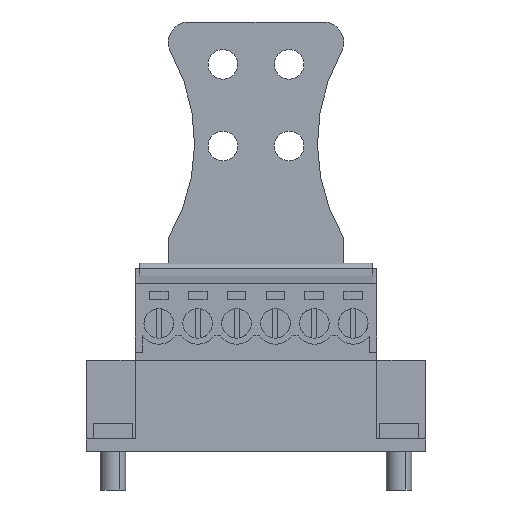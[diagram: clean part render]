
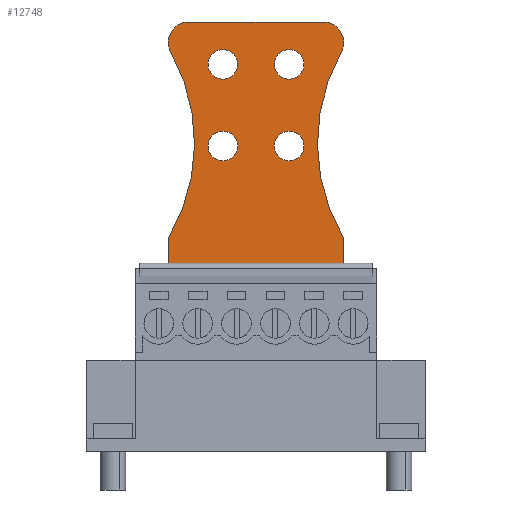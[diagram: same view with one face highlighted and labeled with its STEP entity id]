
A CAD part, front view. The second image highlights one B-rep face of the part: STEP entity #12748.
In plain terms, the highlighted planar face has unit normal (0, -1, 0).
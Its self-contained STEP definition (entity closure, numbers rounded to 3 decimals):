
#12631=AXIS2_PLACEMENT_3D('Plane Axis2P3D',#12628,#12629,#12630) ;
#12635=AXIS2_PLACEMENT_3D('Circle Axis2P3D',#12633,#12634,$) ;
#12642=AXIS2_PLACEMENT_3D('Circle Axis2P3D',#12640,#12641,$) ;
#12656=AXIS2_PLACEMENT_3D('Circle Axis2P3D',#12654,#12655,$) ;
#12663=AXIS2_PLACEMENT_3D('Circle Axis2P3D',#12661,#12662,$) ;
#12678=AXIS2_PLACEMENT_3D('Circle Axis2P3D',#12676,#12677,$) ;
#12687=AXIS2_PLACEMENT_3D('Circle Axis2P3D',#12685,#12686,$) ;
#12696=AXIS2_PLACEMENT_3D('Circle Axis2P3D',#12694,#12695,$) ;
#12705=AXIS2_PLACEMENT_3D('Circle Axis2P3D',#12703,#12704,$) ;
#12714=AXIS2_PLACEMENT_3D('Circle Axis2P3D',#12712,#12713,$) ;
#12723=AXIS2_PLACEMENT_3D('Circle Axis2P3D',#12721,#12722,$) ;
#12732=AXIS2_PLACEMENT_3D('Circle Axis2P3D',#12730,#12731,$) ;
#12741=AXIS2_PLACEMENT_3D('Circle Axis2P3D',#12739,#12740,$) ;
#12450=CARTESIAN_POINT('Vertex',(8.065,10.6,21.7)) ;
#12466=CARTESIAN_POINT('Vertex',(25.185,10.6,21.7)) ;
#12469=CARTESIAN_POINT('Line Origine',(16.625,10.6,21.7)) ;
#12487=CARTESIAN_POINT('Line Origine',(8.065,10.6,23.2)) ;
#12491=CARTESIAN_POINT('Vertex',(8.065,10.6,24.701)) ;
#12603=CARTESIAN_POINT('Vertex',(25.185,10.6,24.701)) ;
#12606=CARTESIAN_POINT('Line Origine',(25.185,10.6,23.2)) ;
#12628=CARTESIAN_POINT('Axis2P3D Location',(16.625,10.6,12.7)) ;
#12633=CARTESIAN_POINT('Axis2P3D Location',(40.84,10.6,33.973)) ;
#12637=CARTESIAN_POINT('Vertex',(24.969,10.6,42.872)) ;
#12640=CARTESIAN_POINT('Axis2P3D Location',(23.225,10.6,43.85)) ;
#12644=CARTESIAN_POINT('Vertex',(23.225,10.6,45.85)) ;
#12647=CARTESIAN_POINT('Line Origine',(16.625,10.6,45.85)) ;
#12651=CARTESIAN_POINT('Vertex',(10.025,10.6,45.85)) ;
#12654=CARTESIAN_POINT('Axis2P3D Location',(10.025,10.6,43.85)) ;
#12658=CARTESIAN_POINT('Vertex',(8.281,10.6,42.872)) ;
#12661=CARTESIAN_POINT('Axis2P3D Location',(-7.59,10.6,33.973)) ;
#12676=CARTESIAN_POINT('Axis2P3D Location',(19.875,10.6,33.7)) ;
#12680=CARTESIAN_POINT('Vertex',(18.425,10.6,33.7)) ;
#12682=CARTESIAN_POINT('Vertex',(21.325,10.6,33.7)) ;
#12685=CARTESIAN_POINT('Axis2P3D Location',(19.875,10.6,33.7)) ;
#12694=CARTESIAN_POINT('Axis2P3D Location',(13.375,10.6,33.7)) ;
#12698=CARTESIAN_POINT('Vertex',(11.925,10.6,33.7)) ;
#12700=CARTESIAN_POINT('Vertex',(14.825,10.6,33.7)) ;
#12703=CARTESIAN_POINT('Axis2P3D Location',(13.375,10.6,33.7)) ;
#12712=CARTESIAN_POINT('Axis2P3D Location',(13.375,10.6,41.7)) ;
#12716=CARTESIAN_POINT('Vertex',(14.825,10.6,41.7)) ;
#12718=CARTESIAN_POINT('Vertex',(11.925,10.6,41.7)) ;
#12721=CARTESIAN_POINT('Axis2P3D Location',(13.375,10.6,41.7)) ;
#12730=CARTESIAN_POINT('Axis2P3D Location',(19.875,10.6,41.7)) ;
#12734=CARTESIAN_POINT('Vertex',(21.325,10.6,41.7)) ;
#12736=CARTESIAN_POINT('Vertex',(18.425,10.6,41.7)) ;
#12739=CARTESIAN_POINT('Axis2P3D Location',(19.875,10.6,41.7)) ;
#12470=DIRECTION('Vector Direction',(-1.,0.,0.)) ;
#12488=DIRECTION('Vector Direction',(0.,0.,-1.)) ;
#12607=DIRECTION('Vector Direction',(0.,0.,1.)) ;
#12629=DIRECTION('Axis2P3D Direction',(0.,-1.,0.)) ;
#12630=DIRECTION('Axis2P3D XDirection',(1.,0.,0.)) ;
#12634=DIRECTION('Axis2P3D Direction',(0.,-1.,0.)) ;
#12641=DIRECTION('Axis2P3D Direction',(0.,-1.,0.)) ;
#12648=DIRECTION('Vector Direction',(1.,0.,0.)) ;
#12655=DIRECTION('Axis2P3D Direction',(0.,-1.,0.)) ;
#12662=DIRECTION('Axis2P3D Direction',(0.,-1.,0.)) ;
#12677=DIRECTION('Axis2P3D Direction',(0.,-1.,0.)) ;
#12686=DIRECTION('Axis2P3D Direction',(0.,-1.,0.)) ;
#12695=DIRECTION('Axis2P3D Direction',(0.,-1.,0.)) ;
#12704=DIRECTION('Axis2P3D Direction',(0.,-1.,0.)) ;
#12713=DIRECTION('Axis2P3D Direction',(0.,-1.,0.)) ;
#12722=DIRECTION('Axis2P3D Direction',(0.,-1.,0.)) ;
#12731=DIRECTION('Axis2P3D Direction',(0.,-1.,0.)) ;
#12740=DIRECTION('Axis2P3D Direction',(0.,-1.,0.)) ;
#12471=VECTOR('Line Direction',#12470,1.) ;
#12489=VECTOR('Line Direction',#12488,1.) ;
#12608=VECTOR('Line Direction',#12607,1.) ;
#12649=VECTOR('Line Direction',#12648,1.) ;
#12667=ORIENTED_EDGE('',*,*,#12610,.T.) ;
#12668=ORIENTED_EDGE('',*,*,#12639,.F.) ;
#12669=ORIENTED_EDGE('',*,*,#12646,.T.) ;
#12670=ORIENTED_EDGE('',*,*,#12653,.F.) ;
#12671=ORIENTED_EDGE('',*,*,#12660,.T.) ;
#12672=ORIENTED_EDGE('',*,*,#12665,.F.) ;
#12673=ORIENTED_EDGE('',*,*,#12493,.T.) ;
#12674=ORIENTED_EDGE('',*,*,#12473,.F.) ;
#12691=ORIENTED_EDGE('',*,*,#12684,.F.) ;
#12692=ORIENTED_EDGE('',*,*,#12689,.F.) ;
#12709=ORIENTED_EDGE('',*,*,#12702,.F.) ;
#12710=ORIENTED_EDGE('',*,*,#12707,.F.) ;
#12727=ORIENTED_EDGE('',*,*,#12720,.F.) ;
#12728=ORIENTED_EDGE('',*,*,#12725,.F.) ;
#12745=ORIENTED_EDGE('',*,*,#12738,.F.) ;
#12746=ORIENTED_EDGE('',*,*,#12743,.F.) ;
#12693=FACE_BOUND('',#12690,.T.) ;
#12711=FACE_BOUND('',#12708,.T.) ;
#12729=FACE_BOUND('',#12726,.T.) ;
#12747=FACE_BOUND('',#12744,.T.) ;
#12748=ADVANCED_FACE('Strain relief',(#12675,#12693,#12711,#12729,#12747),#12632,.T.) ;
#12636=CIRCLE('generated circle',#12635,18.195) ;
#12643=CIRCLE('generated circle',#12642,2.) ;
#12657=CIRCLE('generated circle',#12656,2.) ;
#12664=CIRCLE('generated circle',#12663,18.195) ;
#12679=CIRCLE('generated circle',#12678,1.45) ;
#12688=CIRCLE('generated circle',#12687,1.45) ;
#12697=CIRCLE('generated circle',#12696,1.45) ;
#12706=CIRCLE('generated circle',#12705,1.45) ;
#12715=CIRCLE('generated circle',#12714,1.45) ;
#12724=CIRCLE('generated circle',#12723,1.45) ;
#12733=CIRCLE('generated circle',#12732,1.45) ;
#12742=CIRCLE('generated circle',#12741,1.45) ;
#12473=EDGE_CURVE('',#12467,#12451,#12472,.T.) ;
#12493=EDGE_CURVE('',#12492,#12451,#12490,.T.) ;
#12610=EDGE_CURVE('',#12467,#12604,#12609,.T.) ;
#12639=EDGE_CURVE('',#12638,#12604,#12636,.T.) ;
#12646=EDGE_CURVE('',#12638,#12645,#12643,.T.) ;
#12653=EDGE_CURVE('',#12652,#12645,#12650,.T.) ;
#12660=EDGE_CURVE('',#12652,#12659,#12657,.T.) ;
#12665=EDGE_CURVE('',#12492,#12659,#12664,.T.) ;
#12684=EDGE_CURVE('',#12681,#12683,#12679,.T.) ;
#12689=EDGE_CURVE('',#12683,#12681,#12688,.T.) ;
#12702=EDGE_CURVE('',#12699,#12701,#12697,.T.) ;
#12707=EDGE_CURVE('',#12701,#12699,#12706,.T.) ;
#12720=EDGE_CURVE('',#12717,#12719,#12715,.T.) ;
#12725=EDGE_CURVE('',#12719,#12717,#12724,.T.) ;
#12738=EDGE_CURVE('',#12735,#12737,#12733,.T.) ;
#12743=EDGE_CURVE('',#12737,#12735,#12742,.T.) ;
#12666=EDGE_LOOP('',(#12667,#12668,#12669,#12670,#12671,#12672,#12673,#12674)) ;
#12690=EDGE_LOOP('',(#12691,#12692)) ;
#12708=EDGE_LOOP('',(#12709,#12710)) ;
#12726=EDGE_LOOP('',(#12727,#12728)) ;
#12744=EDGE_LOOP('',(#12745,#12746)) ;
#12675=FACE_OUTER_BOUND('',#12666,.T.) ;
#12472=LINE('Line',#12469,#12471) ;
#12490=LINE('Line',#12487,#12489) ;
#12609=LINE('Line',#12606,#12608) ;
#12650=LINE('Line',#12647,#12649) ;
#12632=PLANE('',#12631) ;
#12451=VERTEX_POINT('',#12450) ;
#12467=VERTEX_POINT('',#12466) ;
#12492=VERTEX_POINT('',#12491) ;
#12604=VERTEX_POINT('',#12603) ;
#12638=VERTEX_POINT('',#12637) ;
#12645=VERTEX_POINT('',#12644) ;
#12652=VERTEX_POINT('',#12651) ;
#12659=VERTEX_POINT('',#12658) ;
#12681=VERTEX_POINT('',#12680) ;
#12683=VERTEX_POINT('',#12682) ;
#12699=VERTEX_POINT('',#12698) ;
#12701=VERTEX_POINT('',#12700) ;
#12717=VERTEX_POINT('',#12716) ;
#12719=VERTEX_POINT('',#12718) ;
#12735=VERTEX_POINT('',#12734) ;
#12737=VERTEX_POINT('',#12736) ;
